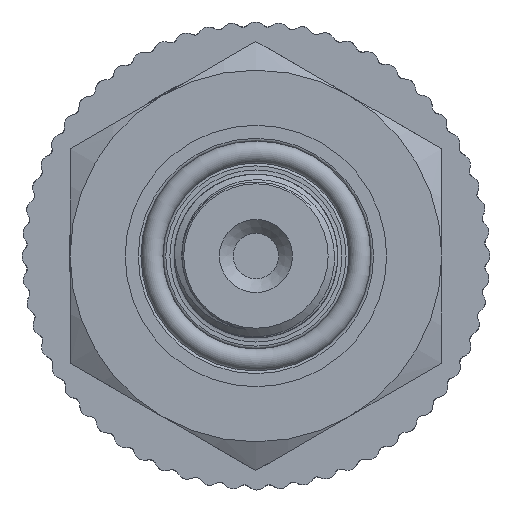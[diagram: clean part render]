
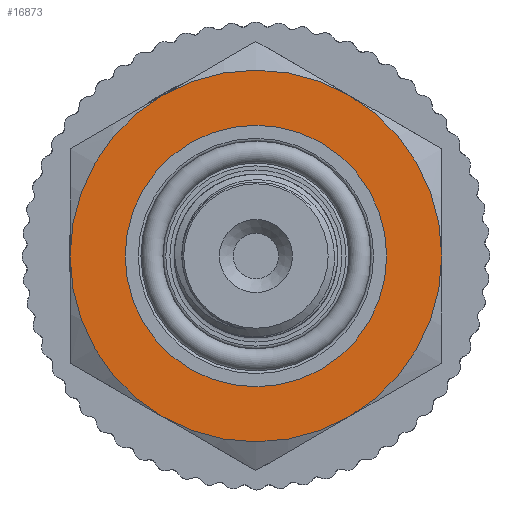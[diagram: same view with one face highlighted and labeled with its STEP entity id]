
A CAD part, left-side view. The second image highlights one B-rep face of the part: STEP entity #16873.
In plain terms, the highlighted face is planar.
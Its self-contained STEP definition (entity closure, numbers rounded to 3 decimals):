
#236=FACE_BOUND('',#2906,.T.);
#948=PLANE('',#17739);
#1921=FACE_OUTER_BOUND('',#2905,.T.);
#2905=EDGE_LOOP('',(#15779));
#2906=EDGE_LOOP('',(#15780));
#3199=CIRCLE('',#17702,13.5);
#3222=CIRCLE('',#17740,9.5);
#8058=VERTEX_POINT('',#52811);
#8076=VERTEX_POINT('',#52874);
#10615=EDGE_CURVE('',#8058,#8058,#3199,.T.);
#10645=EDGE_CURVE('',#8076,#8076,#3222,.T.);
#15779=ORIENTED_EDGE('',*,*,#10615,.T.);
#15780=ORIENTED_EDGE('',*,*,#10645,.F.);
#16873=ADVANCED_FACE('',(#1921,#236),#948,.T.);
#17702=AXIS2_PLACEMENT_3D('',#52812,#20209,#20210);
#17739=AXIS2_PLACEMENT_3D('',#52873,#20290,#20291);
#17740=AXIS2_PLACEMENT_3D('',#52875,#20292,#20293);
#20209=DIRECTION('center_axis',(1.,0.,0.));
#20210=DIRECTION('ref_axis',(0.,0.,-1.));
#20290=DIRECTION('center_axis',(1.,0.,0.));
#20291=DIRECTION('ref_axis',(0.,0.,-1.));
#20292=DIRECTION('center_axis',(1.,0.,0.));
#20293=DIRECTION('ref_axis',(0.,0.,-1.));
#52811=CARTESIAN_POINT('',(-14.,-13.5,0.));
#52812=CARTESIAN_POINT('Origin',(-14.,0.,0.));
#52873=CARTESIAN_POINT('Origin',(-14.,9.5,0.));
#52874=CARTESIAN_POINT('',(-14.,-9.5,0.));
#52875=CARTESIAN_POINT('Origin',(-14.,0.,0.));
